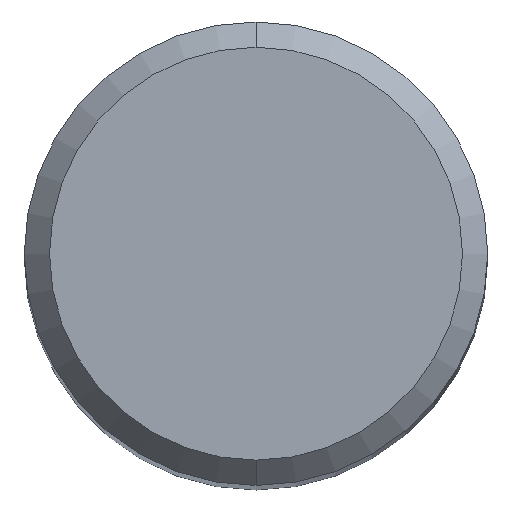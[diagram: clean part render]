
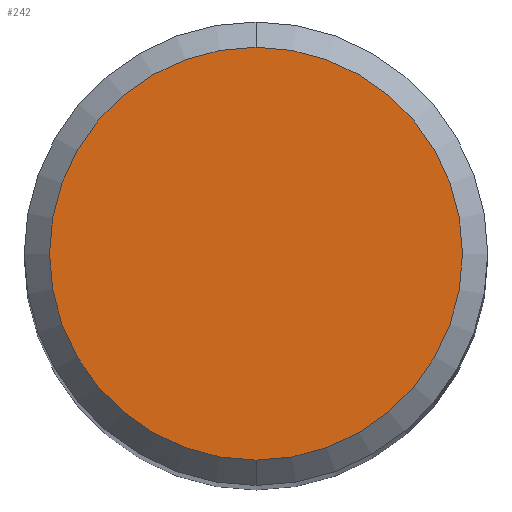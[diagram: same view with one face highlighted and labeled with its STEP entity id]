
A CAD part, top view. The second image highlights one B-rep face of the part: STEP entity #242.
In plain terms, the highlighted planar face has unit normal (0, 0, 1).
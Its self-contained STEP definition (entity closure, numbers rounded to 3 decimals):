
#182=VERTEX_POINT('',#483);
#238=VERTEX_POINT('',#545);
#242=ADVANCED_FACE('',(#549),#550,.T.);
#296=EDGE_CURVE('',#182,#238,#608,.T.);
#304=EDGE_CURVE('',#238,#182,#617,.T.);
#483=CARTESIAN_POINT('',(0.,-4.9,0.0));
#545=CARTESIAN_POINT('',(0.0,4.9,0.0));
#549=FACE_OUTER_BOUND('',#937,.T.);
#550=PLANE('',#938);
#608=CIRCLE('',#1086,4.9);
#617=CIRCLE('',#1098,4.9);
#937=EDGE_LOOP('',(#1564,#1565));
#938=AXIS2_PLACEMENT_3D('',#1566,#1567,#1568);
#1086=AXIS2_PLACEMENT_3D('',#1614,#1615,#1616);
#1098=AXIS2_PLACEMENT_3D('',#1627,#1628,#1629);
#1564=ORIENTED_EDGE('',*,*,#304,.F.);
#1565=ORIENTED_EDGE('',*,*,#296,.F.);
#1566=CARTESIAN_POINT('',(0.0,2.45,0.0));
#1567=DIRECTION('',(-0.0,0.0,1.0));
#1568=DIRECTION('',(0.0,-1.0,0.0));
#1614=CARTESIAN_POINT('',(0.0,0.0,0.0));
#1615=DIRECTION('',(0.0,0.0,-1.0));
#1616=DIRECTION('',(0.0,1.0,0.0));
#1627=CARTESIAN_POINT('',(0.0,0.0,0.0));
#1628=DIRECTION('',(0.0,0.0,-1.0));
#1629=DIRECTION('',(0.0,1.0,0.0));
